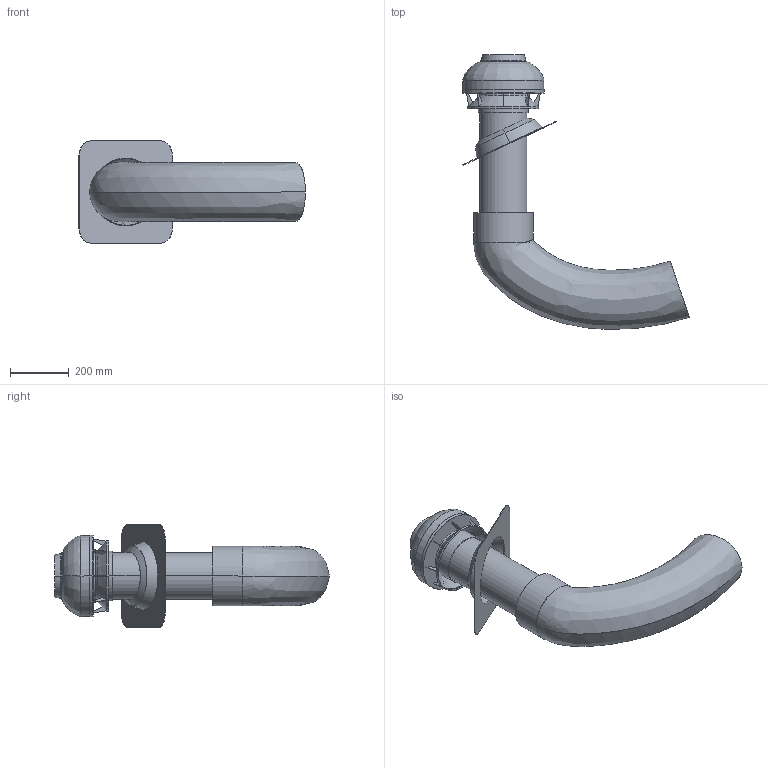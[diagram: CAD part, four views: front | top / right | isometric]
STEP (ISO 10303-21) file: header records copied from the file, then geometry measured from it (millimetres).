
FILE_DESCRIPTION((''),'2;1');
FILE_NAME('ISODRIVE-900','2021-02-12T',('seona'),(''),'CREO PARAMETRIC BY PTC INC, 2016260','CREO PARAMETRIC BY PTC INC, 2016260','');
FILE_SCHEMA(('CONFIG_CONTROL_DESIGN'));
Length unit declared in the file: millimetre
Products named in the file (1): ISODRIVE-900
Bounding box: 771.8 x 935.12 x 350 mm (x, y, z)
Volume: 1096455 mm3; surface area: 2106010.8 mm2
Topology: 7 solids, 7 shells, 123 faces, 290 edges, 178 vertices
Faces by surface type: plane 55, cylinder 36, bspline 18, cone 8, revolution 4, torus 2
Entity records: 11070 total; most frequent: CARTESIAN_POINT 8243, ORIENTED_EDGE 580, DIRECTION 544, EDGE_CURVE 290, AXIS2_PLACEMENT_3D 199, VERTEX_POINT 178, EDGE_LOOP 148, VECTOR 142
